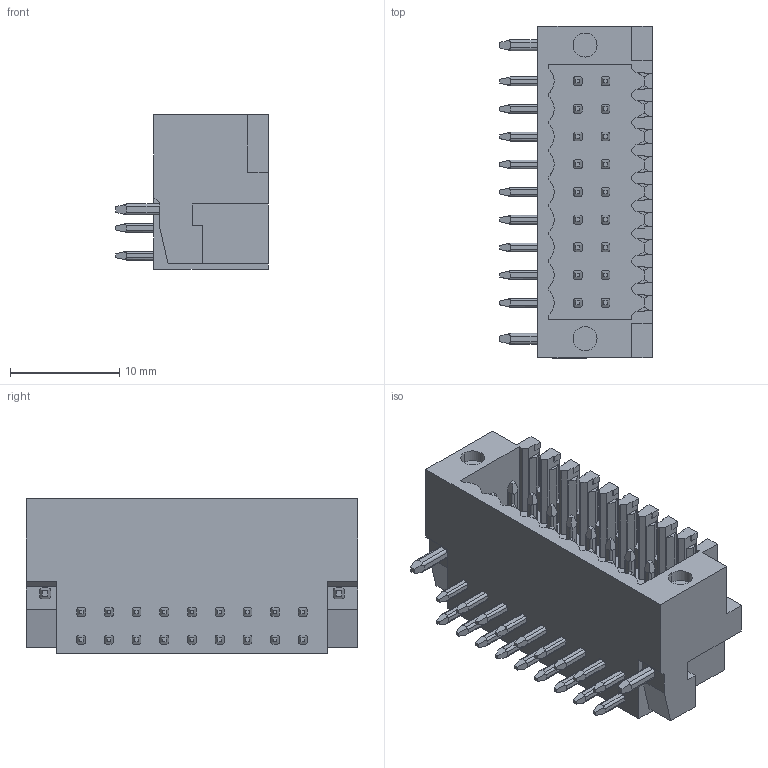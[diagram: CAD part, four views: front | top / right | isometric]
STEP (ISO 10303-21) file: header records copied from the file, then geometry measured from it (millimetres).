
FILE_DESCRIPTION((''),'2;1');
FILE_NAME('TLPHDW-020R','2024-10-17T12:03:06',('tluser'),(''),'CREO PARAMETRIC BY PTC INC, 2018100','CREO PARAMETRIC BY PTC INC, 2018100','');
FILE_SCHEMA(('CONFIG_CONTROL_DESIGN'));
Length unit declared in the file: millimetre
Products named in the file (1): TLPHDW-020R
Bounding box: 14 x 30.42 x 14.2 mm (x, y, z)
Volume: 2953.5 mm3; surface area: 2809.9 mm2
Topology: 1 solids, 1 shells, 764 faces, 2148 edges, 1422 vertices
Faces by surface type: plane 585, cylinder 175, torus 4
Entity records: 24999 total; most frequent: CARTESIAN_POINT 5665, ORIENTED_EDGE 4296, DIRECTION 3542, EDGE_CURVE 2148, VECTOR 1634, LINE 1634, VERTEX_POINT 1422, AXIS2_PLACEMENT_3D 954
